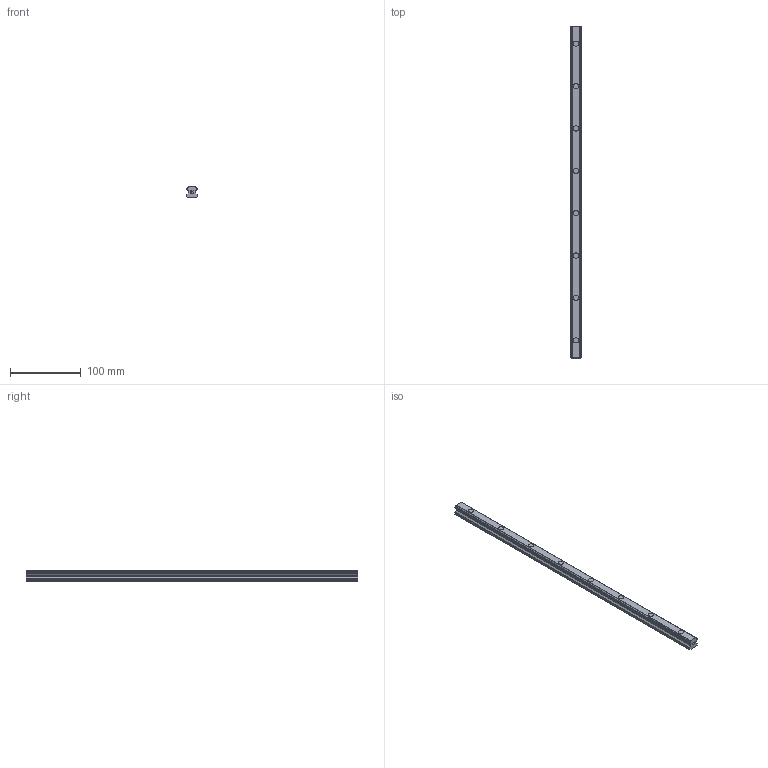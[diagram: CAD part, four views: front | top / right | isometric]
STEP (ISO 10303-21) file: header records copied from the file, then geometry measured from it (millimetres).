
FILE_DESCRIPTION(('STEP AP214'),'1');
FILE_NAME('cctmp_09CBF64E-2A15-4923-8525-7C83C5E1883A_2020_5_5_12_40_35_988..stp','2020-05-05T10:40:36',('HIWIN GmbH'),('CADClick - www.CADClick.com'),'Spatial InterOp 3D',' ','unknown authorization');
FILE_SCHEMA(('AUTOMOTIVE_DESIGN'));
Length unit declared in the file: millimetre
Products named in the file (1): HGR15R470H_FILE
Bounding box: 15 x 470 x 15 mm (x, y, z)
Volume: 86293.1 mm3; surface area: 31660.4 mm2
Topology: 1 solids, 1 shells, 187 faces, 471 edges, 314 vertices
Faces by surface type: plane 113, cylinder 74
Entity records: 7153 total; most frequent: DIRECTION 995, CARTESIAN_POINT 973, ORIENTED_EDGE 942, EDGE_CURVE 471, AXIS2_PLACEMENT_3D 336, LINE 323, VECTOR 323, VERTEX_POINT 314
